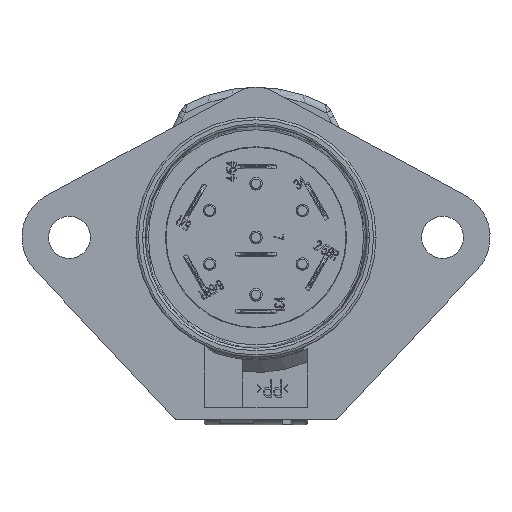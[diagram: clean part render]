
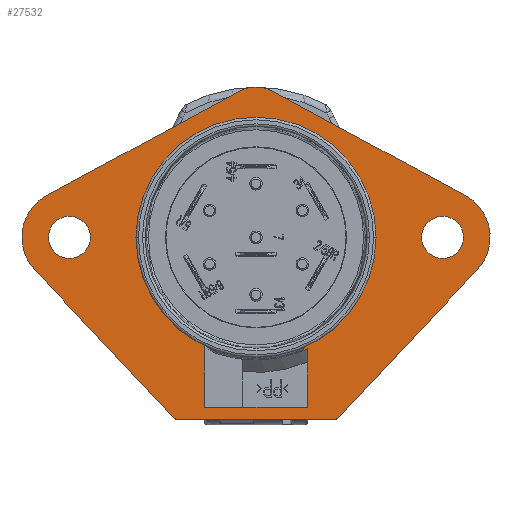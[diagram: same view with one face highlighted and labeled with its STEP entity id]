
A CAD part, front view. The second image highlights one B-rep face of the part: STEP entity #27532.
In plain terms, the highlighted planar face has unit normal (0, -1, 0).
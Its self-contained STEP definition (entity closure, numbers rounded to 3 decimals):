
#3262=DIRECTION('',(-0.685,0.,0.728));
#3263=VECTOR('',#3262,40.747);
#3264=CARTESIAN_POINT('',(-16.296,0.,-36.185));
#3265=LINE('',#3264,#3263);
#3266=CARTESIAN_POINT('',(-37.3,0.,0.));
#3267=DIRECTION('',(0.,1.,0.));
#3268=DIRECTION('',(-0.728,0.,-0.685));
#3269=AXIS2_PLACEMENT_3D('',#3266,#3267,#3268);
#3271=DIRECTION('',(0.879,0.,0.476));
#3272=VECTOR('',#3271,43.771);
#3273=CARTESIAN_POINT('',(-41.823,0.,8.354));
#3274=LINE('',#3273,#3272);
#3275=CARTESIAN_POINT('',(0.,0.,23.04));
#3276=DIRECTION('',(0.,1.,0.));
#3277=DIRECTION('',(-0.476,0.,0.879));
#3278=AXIS2_PLACEMENT_3D('',#3275,#3276,#3277);
#3280=DIRECTION('',(0.879,0.,-0.476));
#3281=VECTOR('',#3280,43.771);
#3282=CARTESIAN_POINT('',(3.333,0.,29.195));
#3283=LINE('',#3282,#3281);
#3284=CARTESIAN_POINT('',(37.3,0.,0.));
#3285=DIRECTION('',(0.,1.,0.));
#3286=DIRECTION('',(0.476,0.,0.879));
#3287=AXIS2_PLACEMENT_3D('',#3284,#3285,#3286);
#3289=DIRECTION('',(-0.685,0.,-0.728));
#3290=VECTOR('',#3289,40.747);
#3291=CARTESIAN_POINT('',(44.219,0.,-6.51));
#3292=LINE('',#3291,#3290);
#3293=DIRECTION('',(-1.,0.,0.));
#3294=VECTOR('',#3293,31.136);
#3295=CARTESIAN_POINT('',(15.568,0.,-36.5));
#3296=LINE('',#3295,#3294);
#3297=CARTESIAN_POINT('',(37.3,0.,0.));
#3298=DIRECTION('',(0.,-1.,0.));
#3299=DIRECTION('',(1.,0.,0.));
#3300=AXIS2_PLACEMENT_3D('',#3297,#3298,#3299);
#3302=CARTESIAN_POINT('',(37.3,0.,0.));
#3303=DIRECTION('',(0.,-1.,0.));
#3304=DIRECTION('',(-1.,0.,0.));
#3305=AXIS2_PLACEMENT_3D('',#3302,#3303,#3304);
#3307=CARTESIAN_POINT('',(-37.3,0.,0.));
#3308=DIRECTION('',(0.,-1.,0.));
#3309=DIRECTION('',(1.,0.,0.));
#3310=AXIS2_PLACEMENT_3D('',#3307,#3308,#3309);
#3312=CARTESIAN_POINT('',(-37.3,0.,0.));
#3313=DIRECTION('',(0.,-1.,0.));
#3314=DIRECTION('',(-1.,0.,0.));
#3315=AXIS2_PLACEMENT_3D('',#3312,#3313,#3314);
#3317=DIRECTION('',(0.,0.,-1.));
#3318=VECTOR('',#3317,13.759);
#3319=CARTESIAN_POINT('',(-10.25,0.,-20.241));
#3320=LINE('',#3319,#3318);
#3321=CARTESIAN_POINT('',(0.,0.,0.));
#3322=DIRECTION('',(0.,-1.,0.));
#3323=DIRECTION('',(0.337,0.,-0.941));
#3324=AXIS2_PLACEMENT_3D('',#3321,#3322,#3323);
#3326=DIRECTION('',(0.,0.,1.));
#3327=VECTOR('',#3326,0.774);
#3328=CARTESIAN_POINT('',(10.25,0.,-20.241));
#3329=LINE('',#3328,#3327);
#3330=CARTESIAN_POINT('',(0.,0.,0.));
#3331=DIRECTION('',(0.,-1.,0.));
#3332=DIRECTION('',(0.466,0.,-0.885));
#3333=AXIS2_PLACEMENT_3D('',#3330,#3331,#3332);
#3335=CARTESIAN_POINT('',(0.,0.,0.));
#3336=DIRECTION('',(0.,-1.,0.));
#3337=DIRECTION('',(1.,0.,0.));
#3338=AXIS2_PLACEMENT_3D('',#3335,#3336,#3337);
#3340=CARTESIAN_POINT('',(0.,0.,0.));
#3341=DIRECTION('',(0.,-1.,0.));
#3342=DIRECTION('',(-1.,0.,0.));
#3343=AXIS2_PLACEMENT_3D('',#3340,#3341,#3342);
#3345=DIRECTION('',(0.,0.,-1.));
#3346=VECTOR('',#3345,0.774);
#3347=CARTESIAN_POINT('',(-10.25,0.,-19.466));
#3348=LINE('',#3347,#3346);
#3362=CARTESIAN_POINT('',(-15.568,0.,-35.5));
#3363=DIRECTION('',(0.,-1.,0.));
#3364=DIRECTION('',(-0.728,0.,-0.685));
#3365=AXIS2_PLACEMENT_3D('',#3362,#3363,#3364);
#8194=CARTESIAN_POINT('',(15.568,0.,-35.5));
#8195=DIRECTION('',(0.,-1.,0.));
#8196=DIRECTION('',(0.,0.,-1.));
#8197=AXIS2_PLACEMENT_3D('',#8194,#8195,#8196);
#10655=DIRECTION('',(0.,0.,-1.));
#10656=VECTOR('',#10655,11.747);
#10657=CARTESIAN_POINT('',(10.25,0.,-22.253));
#10658=LINE('',#10657,#10656);
#10663=DIRECTION('',(-1.,0.,0.));
#10664=VECTOR('',#10663,20.5);
#10665=CARTESIAN_POINT('',(10.25,0.,-34.));
#10666=LINE('',#10665,#10664);
#11301=CARTESIAN_POINT('',(7.25,0.,-20.241));
#11302=DIRECTION('',(0.,1.,0.));
#11303=DIRECTION('',(1.,0.,0.));
#11304=AXIS2_PLACEMENT_3D('',#11301,#11302,#11303);
#19942=CARTESIAN_POINT('',(41.5,0.,0.));
#19943=CARTESIAN_POINT('',(33.1,0.,0.));
#19944=VERTEX_POINT('',#19942);
#19945=VERTEX_POINT('',#19943);
#19946=CARTESIAN_POINT('',(-33.1,0.,0.));
#19947=CARTESIAN_POINT('',(-41.5,0.,0.));
#19948=VERTEX_POINT('',#19946);
#19949=VERTEX_POINT('',#19947);
#19950=CARTESIAN_POINT('',(-44.219,0.,-6.51));
#19951=CARTESIAN_POINT('',(-41.823,0.,8.354));
#19952=VERTEX_POINT('',#19950);
#19953=VERTEX_POINT('',#19951);
#19954=CARTESIAN_POINT('',(-3.333,0.,29.195));
#19955=VERTEX_POINT('',#19954);
#19956=CARTESIAN_POINT('',(3.333,0.,29.195));
#19957=VERTEX_POINT('',#19956);
#19958=CARTESIAN_POINT('',(41.823,0.,8.354));
#19959=VERTEX_POINT('',#19958);
#19960=CARTESIAN_POINT('',(44.219,0.,-6.51));
#19961=VERTEX_POINT('',#19960);
#19970=CARTESIAN_POINT('',(22.,0.,0.));
#19971=CARTESIAN_POINT('',(-22.,0.,0.));
#19972=VERTEX_POINT('',#19970);
#19973=VERTEX_POINT('',#19971);
#19974=CARTESIAN_POINT('',(-10.25,0.,-19.466));
#19975=VERTEX_POINT('',#19974);
#19976=CARTESIAN_POINT('',(10.25,0.,-19.466));
#19977=VERTEX_POINT('',#19976);
#20062=CARTESIAN_POINT('',(10.25,0.,-34.));
#20063=VERTEX_POINT('',#20062);
#20064=CARTESIAN_POINT('',(10.25,0.,-20.241));
#20065=VERTEX_POINT('',#20064);
#20066=CARTESIAN_POINT('',(8.262,0.,-23.065));
#20067=CARTESIAN_POINT('',(10.25,0.,-22.253));
#20068=VERTEX_POINT('',#20066);
#20069=VERTEX_POINT('',#20067);
#20082=CARTESIAN_POINT('',(-10.25,0.,-20.241));
#20083=CARTESIAN_POINT('',(-10.25,0.,-34.));
#20084=VERTEX_POINT('',#20082);
#20085=VERTEX_POINT('',#20083);
#20152=CARTESIAN_POINT('',(-15.568,0.,-36.5));
#20154=VERTEX_POINT('',#20152);
#20156=CARTESIAN_POINT('',(-16.296,0.,-36.185));
#20158=VERTEX_POINT('',#20156);
#20160=CARTESIAN_POINT('',(16.296,0.,-36.185));
#20162=VERTEX_POINT('',#20160);
#20164=CARTESIAN_POINT('',(15.568,0.,-36.5));
#20166=VERTEX_POINT('',#20164);
#27474=CARTESIAN_POINT('',(0.,0.,0.));
#27475=DIRECTION('',(0.,1.,0.));
#27476=DIRECTION('',(1.,0.,0.));
#27477=AXIS2_PLACEMENT_3D('',#27474,#27475,#27476);
#27478=PLANE('',#27477);
#27480=ORIENTED_EDGE('',*,*,#27479,.F.);
#27482=ORIENTED_EDGE('',*,*,#27481,.T.);
#27484=ORIENTED_EDGE('',*,*,#27483,.T.);
#27486=ORIENTED_EDGE('',*,*,#27485,.T.);
#27488=ORIENTED_EDGE('',*,*,#27487,.T.);
#27490=ORIENTED_EDGE('',*,*,#27489,.T.);
#27492=ORIENTED_EDGE('',*,*,#27491,.T.);
#27494=ORIENTED_EDGE('',*,*,#27493,.T.);
#27496=ORIENTED_EDGE('',*,*,#27495,.F.);
#27498=ORIENTED_EDGE('',*,*,#27497,.T.);
#27499=EDGE_LOOP('',(#27480,#27482,#27484,#27486,#27488,#27490,#27492,#27494,
#27496,#27498));
#27500=FACE_OUTER_BOUND('',#27499,.F.);
#27502=ORIENTED_EDGE('',*,*,#27501,.T.);
#27504=ORIENTED_EDGE('',*,*,#27503,.T.);
#27505=EDGE_LOOP('',(#27502,#27504));
#27506=FACE_BOUND('',#27505,.F.);
#27508=ORIENTED_EDGE('',*,*,#27507,.T.);
#27510=ORIENTED_EDGE('',*,*,#27509,.T.);
#27511=EDGE_LOOP('',(#27508,#27510));
#27512=FACE_BOUND('',#27511,.F.);
#27514=ORIENTED_EDGE('',*,*,#27513,.T.);
#27516=ORIENTED_EDGE('',*,*,#27515,.F.);
#27518=ORIENTED_EDGE('',*,*,#27517,.F.);
#27520=ORIENTED_EDGE('',*,*,#27519,.F.);
#27522=ORIENTED_EDGE('',*,*,#27521,.F.);
#27524=ORIENTED_EDGE('',*,*,#27523,.T.);
#27525=ORIENTED_EDGE('',*,*,#27442,.T.);
#27526=ORIENTED_EDGE('',*,*,#27468,.T.);
#27527=ORIENTED_EDGE('',*,*,#27454,.T.);
#27529=ORIENTED_EDGE('',*,*,#27528,.T.);
#27530=EDGE_LOOP('',(#27514,#27516,#27518,#27520,#27522,#27524,#27525,#27526,
#27527,#27529));
#27531=FACE_BOUND('',#27530,.F.);
#27532=ADVANCED_FACE('',(#27500,#27506,#27512,#27531),#27478,.F.);
#3270=CIRCLE('',#3269,9.5);
#3279=CIRCLE('',#3278,7.);
#3288=CIRCLE('',#3287,9.5);
#3301=CIRCLE('',#3300,4.2);
#3306=CIRCLE('',#3305,4.2);
#3311=CIRCLE('',#3310,4.2);
#3316=CIRCLE('',#3315,4.2);
#3325=CIRCLE('',#3324,24.5);
#3334=CIRCLE('',#3333,22.);
#3339=CIRCLE('',#3338,22.);
#3344=CIRCLE('',#3343,22.);
#3366=CIRCLE('',#3365,1.);
#8198=CIRCLE('',#8197,1.);
#11305=CIRCLE('',#11304,3.);
#27442=EDGE_CURVE('',#19977,#19972,#3334,.T.);
#27454=EDGE_CURVE('',#19973,#19975,#3344,.T.);
#27468=EDGE_CURVE('',#19972,#19973,#3339,.T.);
#27479=EDGE_CURVE('',#20158,#20154,#3366,.T.);
#27481=EDGE_CURVE('',#20158,#19952,#3265,.T.);
#27483=EDGE_CURVE('',#19952,#19953,#3270,.T.);
#27485=EDGE_CURVE('',#19953,#19955,#3274,.T.);
#27487=EDGE_CURVE('',#19955,#19957,#3279,.T.);
#27489=EDGE_CURVE('',#19957,#19959,#3283,.T.);
#27491=EDGE_CURVE('',#19959,#19961,#3288,.T.);
#27493=EDGE_CURVE('',#19961,#20162,#3292,.T.);
#27495=EDGE_CURVE('',#20166,#20162,#8198,.T.);
#27497=EDGE_CURVE('',#20166,#20154,#3296,.T.);
#27501=EDGE_CURVE('',#19944,#19945,#3301,.T.);
#27503=EDGE_CURVE('',#19945,#19944,#3306,.T.);
#27507=EDGE_CURVE('',#19948,#19949,#3311,.T.);
#27509=EDGE_CURVE('',#19949,#19948,#3316,.T.);
#27513=EDGE_CURVE('',#20084,#20085,#3320,.T.);
#27515=EDGE_CURVE('',#20063,#20085,#10666,.T.);
#27517=EDGE_CURVE('',#20069,#20063,#10658,.T.);
#27519=EDGE_CURVE('',#20068,#20069,#3325,.T.);
#27521=EDGE_CURVE('',#20065,#20068,#11305,.T.);
#27523=EDGE_CURVE('',#20065,#19977,#3329,.T.);
#27528=EDGE_CURVE('',#19975,#20084,#3348,.T.);
